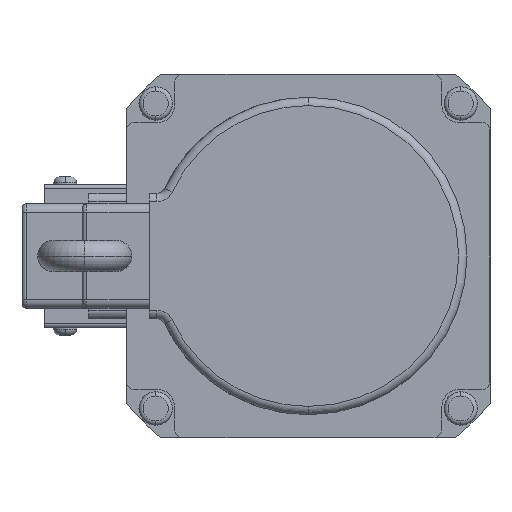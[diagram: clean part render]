
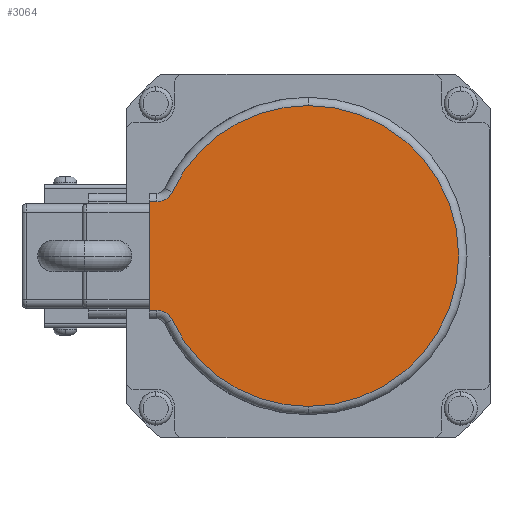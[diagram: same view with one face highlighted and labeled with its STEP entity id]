
A CAD part, left-side view. The second image highlights one B-rep face of the part: STEP entity #3064.
In plain terms, the highlighted planar face has unit normal (-1, 0, 0).
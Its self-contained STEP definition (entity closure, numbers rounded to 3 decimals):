
#2196 = VERTEX_POINT ( 'NONE', #6931 ) ;
#2211 = VERTEX_POINT ( 'NONE', #6965 ) ;
#2251 = EDGE_CURVE ( 'NONE', #2211, #2196, #7083, .T. ) ;
#2266 = EDGE_CURVE ( 'NONE', #2267, #2211, #7110, .T. ) ;
#2267 = VERTEX_POINT ( 'NONE', #7105 ) ;
#2400 = EDGE_CURVE ( 'NONE', #2401, #2402, #7437, .T. ) ;
#2401 = VERTEX_POINT ( 'NONE', #7433 ) ;
#2402 = VERTEX_POINT ( 'NONE', #7432 ) ;
#3064 = ADVANCED_FACE ( 'NONE', ( #8548 ), #8547, .T. ) ;
#3065 = EDGE_LOOP ( 'NONE', ( #3066, #3070, #3130, #3131, #3134, #3136, #3137, #3138 ) ) ;
#3066 = ORIENTED_EDGE ( 'NONE', *, *, #3067, .F. ) ;
#3067 = EDGE_CURVE ( 'NONE', #3068, #3069, #8542, .T. ) ;
#3068 = VERTEX_POINT ( 'NONE', #8537 ) ;
#3069 = VERTEX_POINT ( 'NONE', #8536 ) ;
#3070 = ORIENTED_EDGE ( 'NONE', *, *, #3071, .T. ) ;
#3071 = EDGE_CURVE ( 'NONE', #3068, #2402, #8605, .T. ) ;
#3130 = ORIENTED_EDGE ( 'NONE', *, *, #2400, .F. ) ;
#3131 = ORIENTED_EDGE ( 'NONE', *, *, #3132, .T. ) ;
#3132 = EDGE_CURVE ( 'NONE', #2401, #3133, #8622, .T. ) ;
#3133 = VERTEX_POINT ( 'NONE', #8615 ) ;
#3134 = ORIENTED_EDGE ( 'NONE', *, *, #3135, .F. ) ;
#3135 = EDGE_CURVE ( 'NONE', #2267, #3133, #8614, .T. ) ;
#3136 = ORIENTED_EDGE ( 'NONE', *, *, #2266, .T. ) ;
#3137 = ORIENTED_EDGE ( 'NONE', *, *, #2251, .T. ) ;
#3138 = ORIENTED_EDGE ( 'NONE', *, *, #3139, .T. ) ;
#3139 = EDGE_CURVE ( 'NONE', #2196, #3069, #8609, .T. ) ;
#6931 = CARTESIAN_POINT ( 'NONE',  ( -450., 0., 36. ) ) ;
#6965 = CARTESIAN_POINT ( 'NONE',  ( -450., 0., -36. ) ) ;
#7020 = DIRECTION ( 'NONE',  ( 0., 0., 1. ) ) ;
#7079 = DIRECTION ( 'NONE',  ( 0., 0., 1. ) ) ;
#7080 = DIRECTION ( 'NONE',  ( -1., 0., 0. ) ) ;
#7081 = CARTESIAN_POINT ( 'NONE',  ( -450., 0., 0. ) ) ;
#7082 = AXIS2_PLACEMENT_3D ( 'NONE', #7081, #7080, #7079 ) ;
#7083 = CIRCLE ( 'NONE', #7082, 36. ) ;
#7105 = CARTESIAN_POINT ( 'NONE',  ( -450., 32.587, -15.3 ) ) ;
#7106 = DIRECTION ( 'NONE',  ( 0., 0., 1. ) ) ;
#7107 = DIRECTION ( 'NONE',  ( -1., 0., 0. ) ) ;
#7108 = CARTESIAN_POINT ( 'NONE',  ( -450., 0., 0. ) ) ;
#7109 = AXIS2_PLACEMENT_3D ( 'NONE', #7108, #7107, #7106 ) ;
#7110 = CIRCLE ( 'NONE', #7109, 36. ) ;
#7432 = CARTESIAN_POINT ( 'NONE',  ( -450., 38., 13. ) ) ;
#7433 = CARTESIAN_POINT ( 'NONE',  ( -450., 38., -13. ) ) ;
#7434 = DIRECTION ( 'NONE',  ( 0., 0., 1. ) ) ;
#7435 = VECTOR ( 'NONE', #7434, 1000. ) ;
#7436 = CARTESIAN_POINT ( 'NONE',  ( -450., 38., 15. ) ) ;
#7437 = LINE ( 'NONE', #7436, #7435 ) ;
#8536 = CARTESIAN_POINT ( 'NONE',  ( -450., 32.587, 15.3 ) ) ;
#8537 = CARTESIAN_POINT ( 'NONE',  ( -450., 36.208, 13. ) ) ;
#8538 = DIRECTION ( 'NONE',  ( 0., 0., 1. ) ) ;
#8539 = DIRECTION ( 'NONE',  ( -1., 0., 0. ) ) ;
#8540 = CARTESIAN_POINT ( 'NONE',  ( -450., 36.208, 17. ) ) ;
#8541 = AXIS2_PLACEMENT_3D ( 'NONE', #8540, #8539, #8538 ) ;
#8542 = CIRCLE ( 'NONE', #8541, 4. ) ;
#8543 = DIRECTION ( 'NONE',  ( 0., 0., 1. ) ) ;
#8544 = DIRECTION ( 'NONE',  ( -1., 0., 0. ) ) ;
#8545 = CARTESIAN_POINT ( 'NONE',  ( -450., 0., 0. ) ) ;
#8546 = AXIS2_PLACEMENT_3D ( 'NONE', #8545, #8544, #8543 ) ;
#8547 = PLANE ( 'NONE',  #8546 ) ;
#8548 = FACE_OUTER_BOUND ( 'NONE', #3065, .T. ) ;
#8602 = DIRECTION ( 'NONE',  ( 0., 1., 0. ) ) ;
#8603 = VECTOR ( 'NONE', #8602, 1000. ) ;
#8604 = CARTESIAN_POINT ( 'NONE',  ( -450., 0., 13. ) ) ;
#8605 = LINE ( 'NONE', #8604, #8603 ) ;
#8606 = DIRECTION ( 'NONE',  ( -1., 0., 0. ) ) ;
#8607 = CARTESIAN_POINT ( 'NONE',  ( -450., 0., 0. ) ) ;
#8608 = AXIS2_PLACEMENT_3D ( 'NONE', #8607, #8606, #7020 ) ;
#8609 = CIRCLE ( 'NONE', #8608, 36. ) ;
#8610 = DIRECTION ( 'NONE',  ( 0., 0., 1. ) ) ;
#8611 = DIRECTION ( 'NONE',  ( -1., 0., 0. ) ) ;
#8612 = CARTESIAN_POINT ( 'NONE',  ( -450., 36.208, -17. ) ) ;
#8613 = AXIS2_PLACEMENT_3D ( 'NONE', #8612, #8611, #8610 ) ;
#8614 = CIRCLE ( 'NONE', #8613, 4. ) ;
#8615 = CARTESIAN_POINT ( 'NONE',  ( -450., 36.208, -13. ) ) ;
#8616 = DIRECTION ( 'NONE',  ( 0., -1., 0. ) ) ;
#8617 = VECTOR ( 'NONE', #8616, 1000. ) ;
#8618 = CARTESIAN_POINT ( 'NONE',  ( -450., 0., -13. ) ) ;
#8622 = LINE ( 'NONE', #8618, #8617 ) ;
